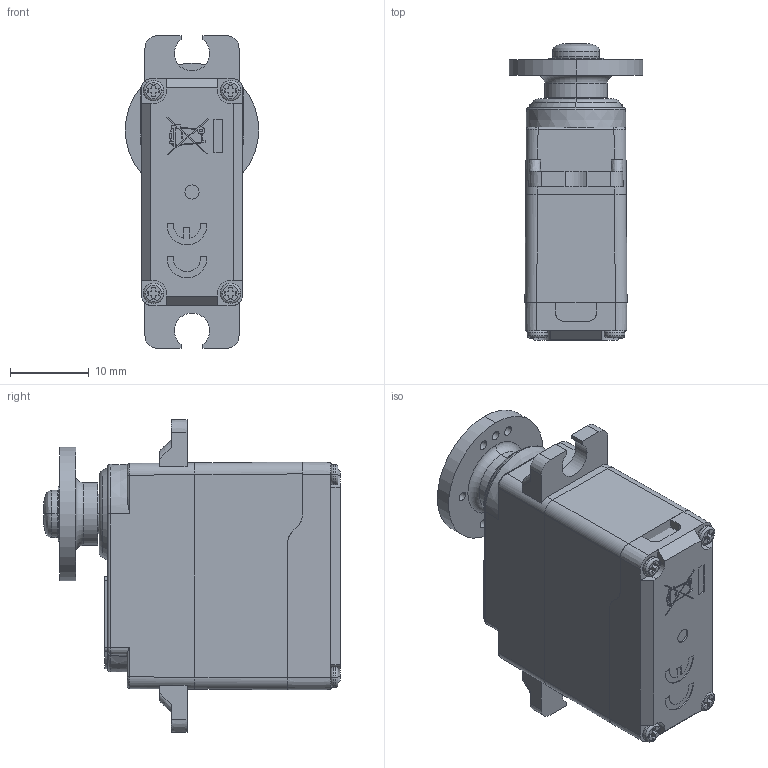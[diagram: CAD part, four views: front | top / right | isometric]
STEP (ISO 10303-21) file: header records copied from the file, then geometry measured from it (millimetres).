
FILE_DESCRIPTION((''),'2;1');
FILE_NAME('D89MW_ASM','2017-04-06T',('jaejin_'),(''),'CREO PARAMETRIC BY PTC INC, 2014440','CREO PARAMETRIC BY PTC INC, 2014440','');
FILE_SCHEMA(('CONFIG_CONTROL_DESIGN'));
Products named in the file (9): D89M; D89T; D89L; D89MG5; 120202000004_18A_CPH_T1_7XL24; 120217000105_M-O25; 120204000003_A26_5_7X2_7__TW; 120201000129_10A_CBH_M3XL8; D89MW_ASM
Assembly tree (11 placements, depth 2):
  D89MW_ASM
    D89M
    D89T
    D89L
    D89MG5
    120202000004_18A_CPH_T1_7XL24  x4
    120217000105_M-O25
    120204000003_A26_5_7X2_7__TW
    120201000129_10A_CBH_M3XL8
Bounding box: 17 x 37.74 x 39.79 mm (x, y, z)
Volume: 11957 mm3; surface area: 7486.3 mm2
Topology: 11 solids, 19 shells, 1973 faces, 5482 edges, 3606 vertices
Faces by surface type: plane 1277, cylinder 477, cone 79, bspline 70, torus 70
Entity records: 82725 total; most frequent: CARTESIAN_POINT 17623, ORIENTED_EDGE 9840, DIRECTION 8890, PRESENTATION_STYLE_ASSIGNMENT 5479, STYLED_ITEM 5479, EDGE_CURVE 4920, CURVE_STYLE 4736, VECTOR 3738
